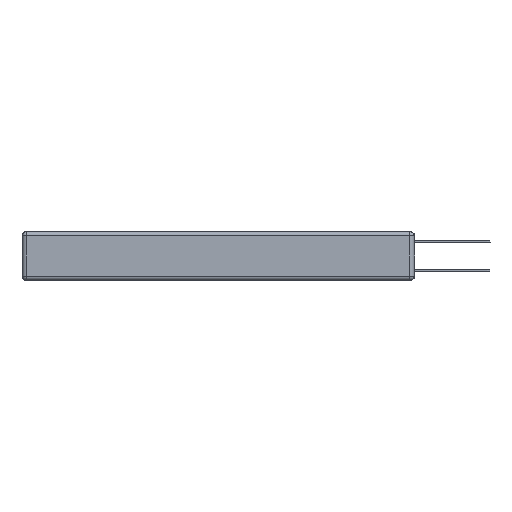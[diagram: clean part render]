
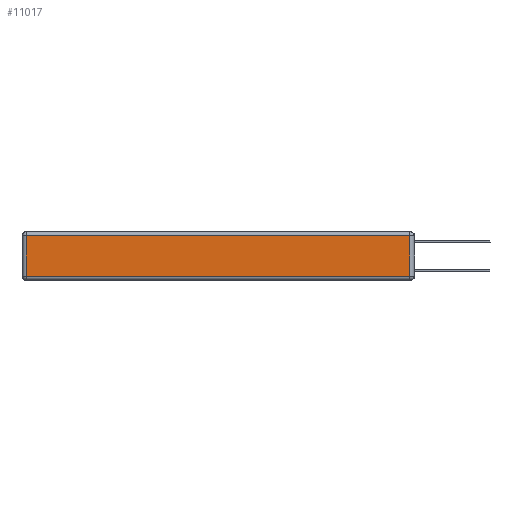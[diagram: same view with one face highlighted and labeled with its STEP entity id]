
A CAD part, left-side view. The second image highlights one B-rep face of the part: STEP entity #11017.
In plain terms, the highlighted planar face has unit normal (-1, 0, 0).
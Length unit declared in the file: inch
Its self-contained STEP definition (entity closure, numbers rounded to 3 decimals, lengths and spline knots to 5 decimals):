
#2023 = EDGE_LOOP ( 'NONE', ( #13333, #14324, #6284, #9007 ) ) ;
#2665 = LINE ( 'NONE', #3284, #19745 ) ;
#2969 = VECTOR ( 'NONE', #19937, 39.37008 ) ;
#3188 = DIRECTION ( 'NONE',  ( 0., 0., 1. ) ) ;
#3284 = CARTESIAN_POINT ( 'NONE',  ( 0., 0.03, -0.343 ) ) ;
#3737 = DIRECTION ( 'NONE',  ( 0., 0., -1. ) ) ;
#5928 = VERTEX_POINT ( 'NONE', #14248 ) ;
#6284 = ORIENTED_EDGE ( 'NONE', *, *, #13310, .T. ) ;
#8741 = LINE ( 'NONE', #9389, #22816 ) ;
#8976 = EDGE_CURVE ( 'NONE', #22355, #18866, #8741, .T. ) ;
#9007 = ORIENTED_EDGE ( 'NONE', *, *, #8976, .T. ) ;
#9389 = CARTESIAN_POINT ( 'NONE',  ( 0., 2.72, -0.343 ) ) ;
#9562 = LINE ( 'NONE', #19618, #2969 ) ;
#10034 = DIRECTION ( 'NONE',  ( -1., 0., 0. ) ) ;
#11017 = ADVANCED_FACE ( 'NONE', ( #17052 ), #17585, .T. ) ;
#11547 = VECTOR ( 'NONE', #13840, 39.37008 ) ;
#13310 = EDGE_CURVE ( 'NONE', #5928, #22355, #16645, .T. ) ;
#13333 = ORIENTED_EDGE ( 'NONE', *, *, #24210, .T. ) ;
#13840 = DIRECTION ( 'NONE',  ( 0., 1., 0. ) ) ;
#14248 = CARTESIAN_POINT ( 'NONE',  ( 0., 0.03, -0.03 ) ) ;
#14324 = ORIENTED_EDGE ( 'NONE', *, *, #17149, .T. ) ;
#16645 = LINE ( 'NONE', #21808, #11547 ) ;
#17052 = FACE_OUTER_BOUND ( 'NONE', #2023, .T. ) ;
#17149 = EDGE_CURVE ( 'NONE', #24190, #5928, #2665, .T. ) ;
#17585 = PLANE ( 'NONE',  #20711 ) ;
#18866 = VERTEX_POINT ( 'NONE', #18940 ) ;
#18940 = CARTESIAN_POINT ( 'NONE',  ( 0., 2.72, -0.313 ) ) ;
#19580 = DIRECTION ( 'NONE',  ( 0., 0., 1. ) ) ;
#19618 = CARTESIAN_POINT ( 'NONE',  ( 0., 0., -0.313 ) ) ;
#19745 = VECTOR ( 'NONE', #3188, 39.37008 ) ;
#19937 = DIRECTION ( 'NONE',  ( 0., -1., 0. ) ) ;
#20711 = AXIS2_PLACEMENT_3D ( 'NONE', #21487, #10034, #19580 ) ;
#21425 = CARTESIAN_POINT ( 'NONE',  ( 0., 2.72, -0.03 ) ) ;
#21487 = CARTESIAN_POINT ( 'NONE',  ( 0., 0., -0.343 ) ) ;
#21808 = CARTESIAN_POINT ( 'NONE',  ( 0., 2.75, -0.03 ) ) ;
#22355 = VERTEX_POINT ( 'NONE', #21425 ) ;
#22816 = VECTOR ( 'NONE', #3737, 39.37008 ) ;
#23278 = CARTESIAN_POINT ( 'NONE',  ( 0., 0.03, -0.313 ) ) ;
#24190 = VERTEX_POINT ( 'NONE', #23278 ) ;
#24210 = EDGE_CURVE ( 'NONE', #18866, #24190, #9562, .T. ) ;
